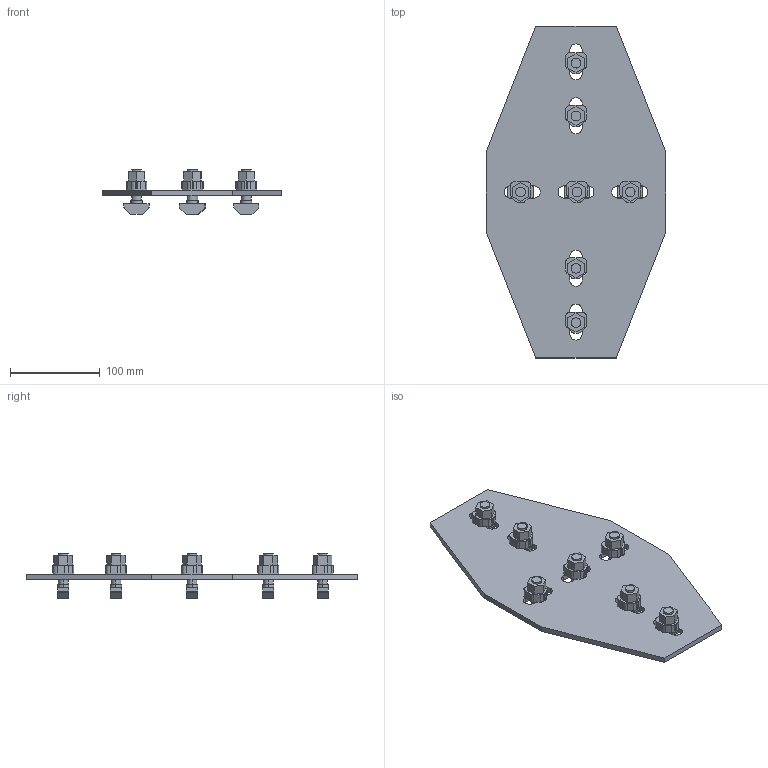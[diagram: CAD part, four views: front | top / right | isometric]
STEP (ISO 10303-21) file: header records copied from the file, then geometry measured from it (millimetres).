
FILE_DESCRIPTION (( 'STEP AP214' ), '1' );
FILE_NAME ('R954-123.STEP', '2024-06-18T10:42:08', ( '' ), ( '' ), 'SwSTEP 2.0', 'SolidWorks 2024', '' );
FILE_SCHEMA (( 'AUTOMOTIVE_DESIGN' ));
Length unit declared in the file: millimetre
Products named in the file (3): R954-123; R951-510
Assembly tree (8 placements, depth 2):
  R954-123
    R954-123
    R951-510  x7
Bounding box: 200 x 370 x 50 mm (x, y, z)
Volume: 419355.5 mm3; surface area: 155486.6 mm2
Topology: 8 solids, 8 shells, 507 faces, 1277 edges, 821 vertices
Faces by surface type: plane 360, cylinder 147
Entity records: 3595 total; most frequent: CARTESIAN_POINT 618, DIRECTION 617, ORIENTED_EDGE 586, EDGE_CURVE 293, AXIS2_PLACEMENT_3D 206, VECTOR 205, LINE 205, VERTEX_POINT 191
